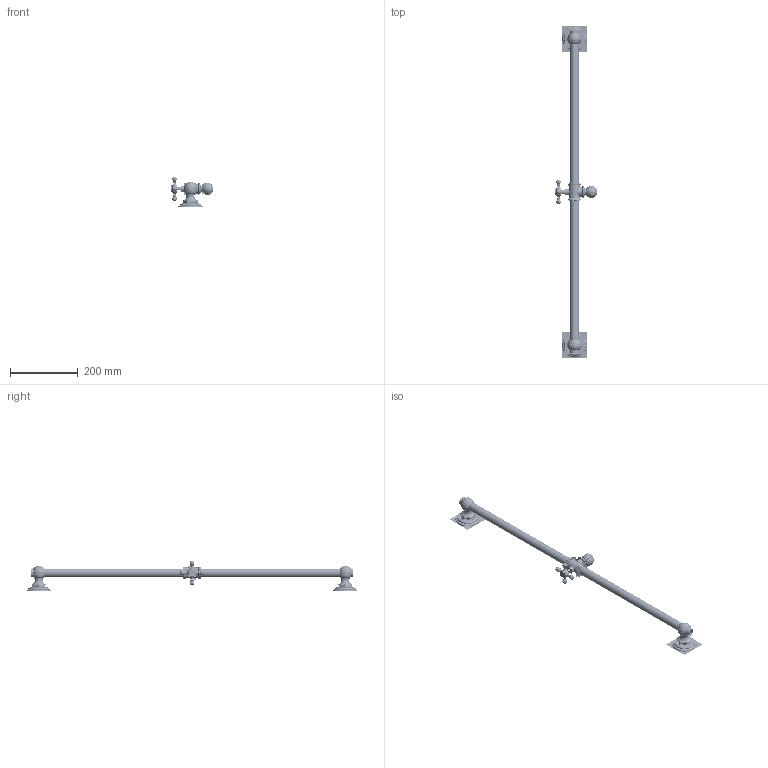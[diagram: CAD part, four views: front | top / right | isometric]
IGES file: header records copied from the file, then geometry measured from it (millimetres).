
Start section:  PTC IGES file: 294.igs
Global section: file name: 294.igs; native system: Pro/ENGINEER by Parametric Technology Corporation; preprocessor: 2009300; author: project; organization: Unknown; date: 20101116.120320; units: inch
Bounding box: 121.85 x 976.85 x 90.78 mm (x, y, z)
Volume: 301102.1 mm3; surface area: 2581764.2 mm2
Topology: 37 solids, 55 shells, 5754 faces, 30609 edges, 39862 vertices
Faces by surface type: revolution 4060, bspline 1694
